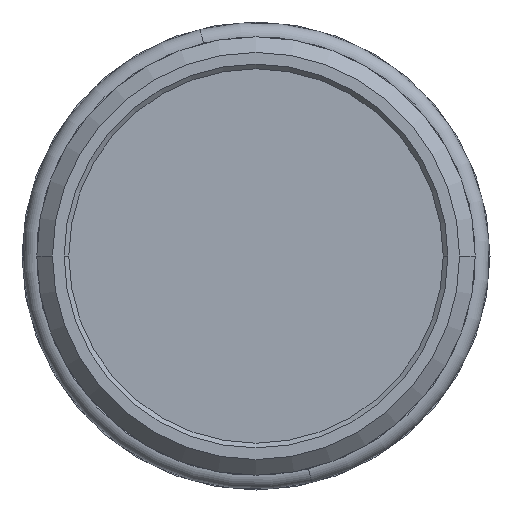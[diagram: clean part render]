
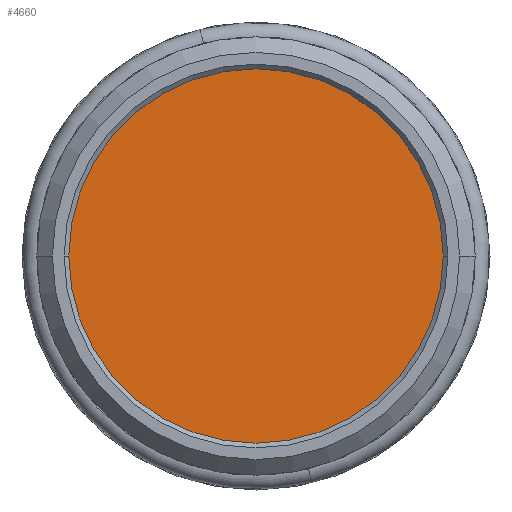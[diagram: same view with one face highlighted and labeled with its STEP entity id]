
A CAD part, front view. The second image highlights one B-rep face of the part: STEP entity #4660.
In plain terms, the highlighted planar face has unit normal (0, -1, 0).
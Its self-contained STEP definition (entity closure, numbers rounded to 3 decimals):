
#1060=CARTESIAN_POINT('',(0.,13.246,12.));
#1070=VERTEX_POINT('',#1060);
#1100=CARTESIAN_POINT('',(0.,13.246,0.));
#1110=DIRECTION('',(-0.,-1.,-0.));
#1120=DIRECTION('',(0.,0.,-1.));
#1130=AXIS2_PLACEMENT_3D('',#1100,#1110,#1120);
#1140=CIRCLE('',#1130,12.);
#1150=CARTESIAN_POINT('',(0.,13.246,-12.));
#1160=VERTEX_POINT('',#1150);
#1170=EDGE_CURVE('',#1070,#1160,#1140,.T.);
#4560=CARTESIAN_POINT('',(-12.,13.246,0.));
#4570=DIRECTION('',(0.,1.,0.));
#4580=DIRECTION('',(0.,-0.,1.));
#4590=AXIS2_PLACEMENT_3D('',#4560,#4570,#4580);
#4600=PLANE('',#4590);
#4610=ORIENTED_EDGE('',*,*,#1170,.T.);
#4620=EDGE_CURVE('',#1160,#1070,#1140,.T.);
#4630=ORIENTED_EDGE('',*,*,#4620,.T.);
#4640=EDGE_LOOP('',(#4630,#4610));
#4650=FACE_OUTER_BOUND('',#4640,.T.);
#4660=ADVANCED_FACE('',(#4650),#4600,.F.);
